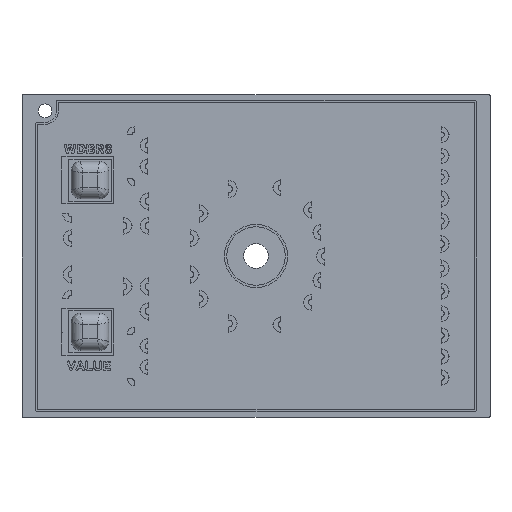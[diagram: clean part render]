
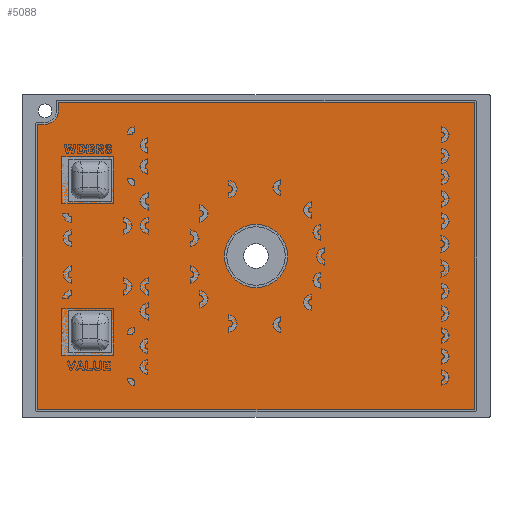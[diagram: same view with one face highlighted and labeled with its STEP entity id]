
A CAD part, top view. The second image highlights one B-rep face of the part: STEP entity #5088.
In plain terms, the highlighted planar face has unit normal (0, 0, 1).
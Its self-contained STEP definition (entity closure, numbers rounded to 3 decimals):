
#494 = CARTESIAN_POINT ( 'NONE',  ( -3.943, 97.028, 0.901 ) ) ;
#618 = DIRECTION ( 'NONE',  ( -1., 0., 0. ) ) ;
#720 = LINE ( 'NONE', #14094, #5623 ) ;
#807 = AXIS2_PLACEMENT_3D ( 'NONE', #16607, #24056, #9609 ) ;
#961 = CARTESIAN_POINT ( 'NONE',  ( 90.895, 97.028, 0.901 ) ) ;
#995 = VERTEX_POINT ( 'NONE', #19240 ) ;
#1575 = CARTESIAN_POINT ( 'NONE',  ( 50.334, 130.377, 0.901 ) ) ;
#1598 = ORIENTED_EDGE ( 'NONE', *, *, #29818, .T. ) ;
#1667 = VERTEX_POINT ( 'NONE', #3595 ) ;
#2457 = VERTEX_POINT ( 'NONE', #28824 ) ;
#3084 = EDGE_CURVE ( 'NONE', #16776, #18850, #9863, .T. ) ;
#3269 = EDGE_CURVE ( 'NONE', #1667, #2457, #25311, .T. ) ;
#3305 = AXIS2_PLACEMENT_3D ( 'NONE', #26176, #11740, #28590 ) ;
#3336 = DIRECTION ( 'NONE',  ( 0., 1., 0. ) ) ;
#3595 = CARTESIAN_POINT ( 'NONE',  ( 12.018, 109.347, 0.901 ) ) ;
#4014 = ORIENTED_EDGE ( 'NONE', *, *, #4853, .F. ) ;
#4144 = CARTESIAN_POINT ( 'NONE',  ( -3.943, 158.98, 0.901 ) ) ;
#4146 = CARTESIAN_POINT ( 'NONE',  ( 90.895, 97.028, 0.901 ) ) ;
#4362 = CARTESIAN_POINT ( 'NONE',  ( -2.324, 161.877, 0.901 ) ) ;
#4418 = CARTESIAN_POINT ( 'NONE',  ( 0.573, 163.726, 0.901 ) ) ;
#4543 = FACE_BOUND ( 'NONE', #16001, .T. ) ;
#4791 = ORIENTED_EDGE ( 'NONE', *, *, #3084, .T. ) ;
#4853 = EDGE_CURVE ( 'NONE', #2457, #14293, #28964, .T. ) ;
#4872 = VERTEX_POINT ( 'NONE', #1575 ) ;
#4879 = VECTOR ( 'NONE', #30228, 1000. ) ;
#5088 = ADVANCED_FACE ( 'NONE', ( #29339, #24474, #4543, #10137 ), #19148, .T. ) ;
#5154 = DIRECTION ( 'NONE',  ( 0., -1., 0. ) ) ;
#5623 = VECTOR ( 'NONE', #30962, 1000. ) ;
#5807 = VERTEX_POINT ( 'NONE', #494 ) ;
#5936 = EDGE_CURVE ( 'NONE', #18850, #17235, #17553, .T. ) ;
#5948 = VERTEX_POINT ( 'NONE', #20640 ) ;
#6061 = LINE ( 'NONE', #29364, #10900 ) ;
#6185 = CARTESIAN_POINT ( 'NONE',  ( 90.895, 163.726, 0.901 ) ) ;
#6541 = DIRECTION ( 'NONE',  ( 0., 1., 0. ) ) ;
#6756 = DIRECTION ( 'NONE',  ( 1., 0., 0. ) ) ;
#6804 = EDGE_CURVE ( 'NONE', #14293, #8311, #23616, .T. ) ;
#7420 = VECTOR ( 'NONE', #8256, 1000. ) ;
#7614 = LINE ( 'NONE', #4146, #26050 ) ;
#7692 = DIRECTION ( 'NONE',  ( 0., -1., 0. ) ) ;
#7753 = EDGE_LOOP ( 'NONE', ( #11265, #20197, #15909, #23317, #1598, #4791, #25319 ) ) ;
#7862 = CARTESIAN_POINT ( 'NONE',  ( 0.573, 163.726, 0.901 ) ) ;
#7930 = DIRECTION ( 'NONE',  ( 0., 1., 0. ) ) ;
#8256 = DIRECTION ( 'NONE',  ( 1., 0., 0. ) ) ;
#8311 = VERTEX_POINT ( 'NONE', #9707 ) ;
#8547 = ORIENTED_EDGE ( 'NONE', *, *, #25341, .F. ) ;
#8760 = EDGE_CURVE ( 'NONE', #4872, #25570, #18928, .T. ) ;
#8919 = CARTESIAN_POINT ( 'NONE',  ( 12.018, 142.263, 0.901 ) ) ;
#9201 = EDGE_LOOP ( 'NONE', ( #28839, #12257 ) ) ;
#9609 = DIRECTION ( 'NONE',  ( 1., 0., 0. ) ) ;
#9707 = CARTESIAN_POINT ( 'NONE',  ( 2.876, 109.347, 0.901 ) ) ;
#9863 = LINE ( 'NONE', #7862, #21920 ) ;
#9921 = VERTEX_POINT ( 'NONE', #961 ) ;
#10078 = CARTESIAN_POINT ( 'NONE',  ( 2.876, 151.407, 0.901 ) ) ;
#10090 = CIRCLE ( 'NONE', #12291, 2.897 ) ;
#10137 = FACE_BOUND ( 'NONE', #25351, .T. ) ;
#10343 = CARTESIAN_POINT ( 'NONE',  ( 12.018, 118.491, 0.901 ) ) ;
#10900 = VECTOR ( 'NONE', #17305, 1000. ) ;
#10985 = DIRECTION ( 'NONE',  ( -1., 0., 0. ) ) ;
#11265 = ORIENTED_EDGE ( 'NONE', *, *, #17267, .T. ) ;
#11353 = CARTESIAN_POINT ( 'NONE',  ( 0.573, 161.877, 0.901 ) ) ;
#11412 = ORIENTED_EDGE ( 'NONE', *, *, #3269, .F. ) ;
#11620 = ORIENTED_EDGE ( 'NONE', *, *, #30526, .F. ) ;
#11658 = EDGE_CURVE ( 'NONE', #23545, #27408, #22769, .T. ) ;
#11696 = EDGE_CURVE ( 'NONE', #25570, #4872, #14809, .T. ) ;
#11740 = DIRECTION ( 'NONE',  ( 0., 0., 1. ) ) ;
#12238 = CARTESIAN_POINT ( 'NONE',  ( 43.476, 130.377, 0.901 ) ) ;
#12257 = ORIENTED_EDGE ( 'NONE', *, *, #8760, .F. ) ;
#12291 = AXIS2_PLACEMENT_3D ( 'NONE', #4362, #21125, #6756 ) ;
#13065 = LINE ( 'NONE', #22349, #30788 ) ;
#13998 = CARTESIAN_POINT ( 'NONE',  ( 2.876, 118.491, 0.901 ) ) ;
#14094 = CARTESIAN_POINT ( 'NONE',  ( -3.943, 158.98, 0.901 ) ) ;
#14224 = CARTESIAN_POINT ( 'NONE',  ( 12.018, 151.407, 0.901 ) ) ;
#14293 = VERTEX_POINT ( 'NONE', #13998 ) ;
#14423 = DIRECTION ( 'NONE',  ( -1., 0., 0. ) ) ;
#14608 = VECTOR ( 'NONE', #5154, 1000. ) ;
#14640 = DIRECTION ( 'NONE',  ( 1., 0., 0. ) ) ;
#14809 = CIRCLE ( 'NONE', #25323, 6.858 ) ;
#15652 = VECTOR ( 'NONE', #6541, 1000. ) ;
#15909 = ORIENTED_EDGE ( 'NONE', *, *, #16526, .T. ) ;
#15950 = DIRECTION ( 'NONE',  ( 1., 0., 0. ) ) ;
#16001 = EDGE_LOOP ( 'NONE', ( #20501, #4014, #11412, #29645 ) ) ;
#16285 = VECTOR ( 'NONE', #14423, 1000. ) ;
#16526 = EDGE_CURVE ( 'NONE', #18154, #5807, #27425, .T. ) ;
#16607 = CARTESIAN_POINT ( 'NONE',  ( -2.324, 161.877, 0.901 ) ) ;
#16776 = VERTEX_POINT ( 'NONE', #6185 ) ;
#16901 = EDGE_CURVE ( 'NONE', #20322, #18154, #720, .T. ) ;
#17142 = VECTOR ( 'NONE', #7692, 1000. ) ;
#17235 = VERTEX_POINT ( 'NONE', #11353 ) ;
#17267 = EDGE_CURVE ( 'NONE', #17235, #20322, #10090, .T. ) ;
#17305 = DIRECTION ( 'NONE',  ( 1., 0., 0. ) ) ;
#17553 = LINE ( 'NONE', #22995, #4879 ) ;
#17949 = ORIENTED_EDGE ( 'NONE', *, *, #11658, .F. ) ;
#18077 = VECTOR ( 'NONE', #3336, 1000. ) ;
#18154 = VERTEX_POINT ( 'NONE', #4144 ) ;
#18451 = EDGE_CURVE ( 'NONE', #27408, #5948, #22920, .T. ) ;
#18652 = CARTESIAN_POINT ( 'NONE',  ( 2.876, 151.407, 0.901 ) ) ;
#18850 = VERTEX_POINT ( 'NONE', #4418 ) ;
#18928 = CIRCLE ( 'NONE', #3305, 6.858 ) ;
#19148 = PLANE ( 'NONE',  #807 ) ;
#19240 = CARTESIAN_POINT ( 'NONE',  ( 12.018, 142.263, 0.901 ) ) ;
#19492 = CARTESIAN_POINT ( 'NONE',  ( -3.943, 97.028, 0.901 ) ) ;
#20154 = LINE ( 'NONE', #25127, #7420 ) ;
#20197 = ORIENTED_EDGE ( 'NONE', *, *, #16901, .T. ) ;
#20322 = VERTEX_POINT ( 'NONE', #27137 ) ;
#20501 = ORIENTED_EDGE ( 'NONE', *, *, #6804, .F. ) ;
#20640 = CARTESIAN_POINT ( 'NONE',  ( 2.876, 142.263, 0.901 ) ) ;
#21125 = DIRECTION ( 'NONE',  ( 0., 0., -1. ) ) ;
#21920 = VECTOR ( 'NONE', #618, 1000. ) ;
#22109 = LINE ( 'NONE', #8919, #15652 ) ;
#22349 = CARTESIAN_POINT ( 'NONE',  ( 90.895, 163.726, 0.901 ) ) ;
#22769 = LINE ( 'NONE', #14224, #16285 ) ;
#22920 = LINE ( 'NONE', #10078, #28535 ) ;
#22995 = CARTESIAN_POINT ( 'NONE',  ( 0.573, 161.877, 0.901 ) ) ;
#23317 = ORIENTED_EDGE ( 'NONE', *, *, #26985, .T. ) ;
#23545 = VERTEX_POINT ( 'NONE', #31152 ) ;
#23616 = LINE ( 'NONE', #24536, #17142 ) ;
#24056 = DIRECTION ( 'NONE',  ( 0., 0., 1. ) ) ;
#24474 = FACE_BOUND ( 'NONE', #9201, .T. ) ;
#24536 = CARTESIAN_POINT ( 'NONE',  ( 2.876, 109.347, 0.901 ) ) ;
#25127 = CARTESIAN_POINT ( 'NONE',  ( 12.018, 109.347, 0.901 ) ) ;
#25311 = LINE ( 'NONE', #10343, #18077 ) ;
#25319 = ORIENTED_EDGE ( 'NONE', *, *, #5936, .T. ) ;
#25323 = AXIS2_PLACEMENT_3D ( 'NONE', #12238, #29076, #14640 ) ;
#25341 = EDGE_CURVE ( 'NONE', #5948, #995, #6061, .T. ) ;
#25351 = EDGE_LOOP ( 'NONE', ( #11620, #8547, #29851, #17949 ) ) ;
#25570 = VERTEX_POINT ( 'NONE', #27759 ) ;
#26050 = VECTOR ( 'NONE', #15950, 1000. ) ;
#26176 = CARTESIAN_POINT ( 'NONE',  ( 43.476, 130.377, 0.901 ) ) ;
#26985 = EDGE_CURVE ( 'NONE', #5807, #9921, #7614, .T. ) ;
#27137 = CARTESIAN_POINT ( 'NONE',  ( -2.324, 158.98, 0.901 ) ) ;
#27408 = VERTEX_POINT ( 'NONE', #18652 ) ;
#27425 = LINE ( 'NONE', #19492, #14608 ) ;
#27759 = CARTESIAN_POINT ( 'NONE',  ( 36.618, 130.377, 0.901 ) ) ;
#28200 = VECTOR ( 'NONE', #10985, 1000. ) ;
#28535 = VECTOR ( 'NONE', #29332, 1000. ) ;
#28590 = DIRECTION ( 'NONE',  ( 1., 0., 0. ) ) ;
#28824 = CARTESIAN_POINT ( 'NONE',  ( 12.018, 118.491, 0.901 ) ) ;
#28839 = ORIENTED_EDGE ( 'NONE', *, *, #11696, .F. ) ;
#28964 = LINE ( 'NONE', #30259, #28200 ) ;
#29076 = DIRECTION ( 'NONE',  ( 0., 0., 1. ) ) ;
#29332 = DIRECTION ( 'NONE',  ( 0., -1., 0. ) ) ;
#29339 = FACE_OUTER_BOUND ( 'NONE', #7753, .T. ) ;
#29364 = CARTESIAN_POINT ( 'NONE',  ( 2.876, 142.263, 0.901 ) ) ;
#29645 = ORIENTED_EDGE ( 'NONE', *, *, #30893, .F. ) ;
#29818 = EDGE_CURVE ( 'NONE', #9921, #16776, #13065, .T. ) ;
#29851 = ORIENTED_EDGE ( 'NONE', *, *, #18451, .F. ) ;
#30228 = DIRECTION ( 'NONE',  ( 0., -1., 0. ) ) ;
#30259 = CARTESIAN_POINT ( 'NONE',  ( 2.876, 118.491, 0.901 ) ) ;
#30526 = EDGE_CURVE ( 'NONE', #995, #23545, #22109, .T. ) ;
#30788 = VECTOR ( 'NONE', #7930, 1000. ) ;
#30893 = EDGE_CURVE ( 'NONE', #8311, #1667, #20154, .T. ) ;
#30962 = DIRECTION ( 'NONE',  ( -1., 0., 0. ) ) ;
#31152 = CARTESIAN_POINT ( 'NONE',  ( 12.018, 151.407, 0.901 ) ) ;
